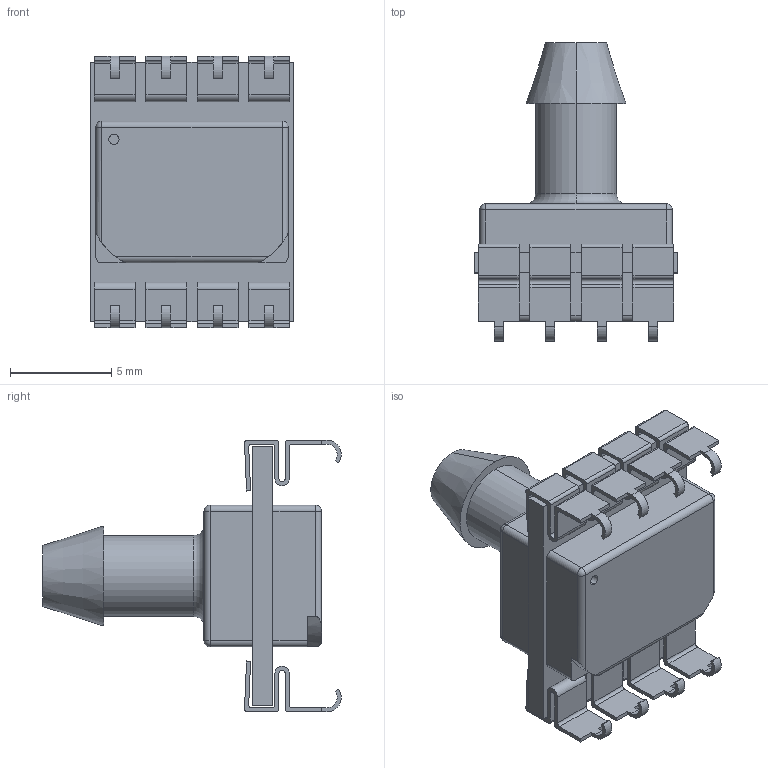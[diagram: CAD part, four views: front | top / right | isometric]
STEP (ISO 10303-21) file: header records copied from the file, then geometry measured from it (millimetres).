
FILE_DESCRIPTION (( 'STEP AP214' ), '1' );
FILE_NAME ('F8684B09-67FF-43DB-AB19-696A22B6E73B.STEP', '2022-07-16T05:41:44', ( '' ), ( '' ), 'SwSTEP 2.0', 'SolidWorks 2022', '' );
FILE_SCHEMA (( 'AUTOMOTIVE_DESIGN' ));
Length unit declared in the file: millimetre
Products named in the file (1): F8684B09-67FF-43DB-AB19-696A22B6E73B
Bounding box: 10 x 14.72 x 13.4 mm (x, y, z)
Volume: 552.8 mm3; surface area: 968.7 mm2
Topology: 9 solids, 9 shells, 283 faces, 760 edges, 496 vertices
Faces by surface type: plane 167, cylinder 106, sphere 6, torus 2, cone 2
Entity records: 12051 total; most frequent: CARTESIAN_POINT 1570, DIRECTION 1534, ORIENTED_EDGE 1508, EDGE_CURVE 754, VECTOR 534, LINE 534, AXIS2_PLACEMENT_3D 500, VERTEX_POINT 496
